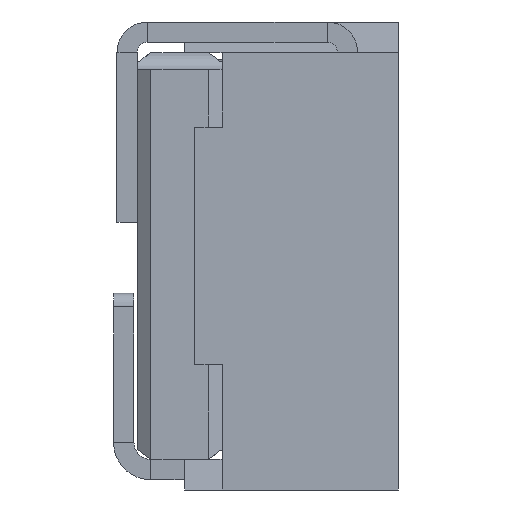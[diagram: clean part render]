
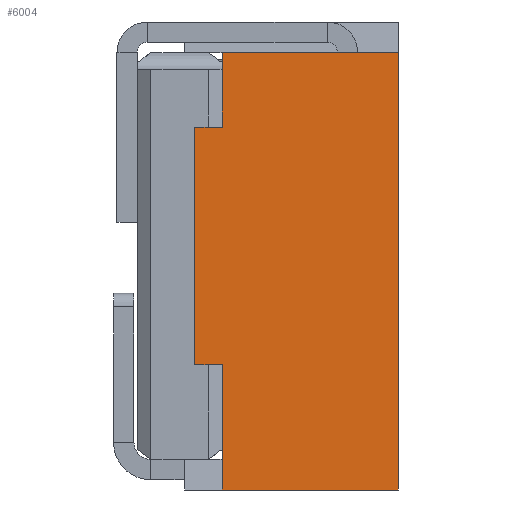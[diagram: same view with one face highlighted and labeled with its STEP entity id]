
A CAD part, left-side view. The second image highlights one B-rep face of the part: STEP entity #6004.
In plain terms, the highlighted planar face has unit normal (-1, 0, 0).
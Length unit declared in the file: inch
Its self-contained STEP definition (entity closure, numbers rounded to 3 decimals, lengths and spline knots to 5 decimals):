
#585=DIRECTION('',(0.,0.,-1.));
#586=VECTOR('',#585,0.022);
#587=CARTESIAN_POINT('',(-0.065,0.052,0.057));
#588=LINE('',#587,#586);
#601=DIRECTION('',(0.,0.,-1.));
#602=VECTOR('',#601,0.037);
#603=CARTESIAN_POINT('',(-0.065,0.052,-0.035));
#604=LINE('',#603,#602);
#822=DIRECTION('',(0.,1.,0.));
#823=VECTOR('',#822,0.008);
#824=CARTESIAN_POINT('',(-0.065,0.052,0.035));
#825=LINE('',#824,#823);
#1123=DIRECTION('',(0.,0.,1.));
#1124=VECTOR('',#1123,0.07);
#1125=CARTESIAN_POINT('',(-0.065,0.06,-0.035));
#1126=LINE('',#1125,#1124);
#1127=DIRECTION('',(0.,-1.,0.));
#1128=VECTOR('',#1127,0.052);
#1129=CARTESIAN_POINT('',(-0.065,0.052,0.057));
#1130=LINE('',#1129,#1128);
#1131=DIRECTION('',(0.,0.,-1.));
#1132=VECTOR('',#1131,0.129);
#1133=CARTESIAN_POINT('',(-0.065,0.,0.057));
#1134=LINE('',#1133,#1132);
#1135=DIRECTION('',(0.,1.,0.));
#1136=VECTOR('',#1135,0.008);
#1137=CARTESIAN_POINT('',(-0.065,0.052,-0.035));
#1138=LINE('',#1137,#1136);
#1139=DIRECTION('',(0.,-1.,0.));
#1140=VECTOR('',#1139,0.052);
#1141=CARTESIAN_POINT('',(-0.065,0.052,-0.072));
#1142=LINE('',#1141,#1140);
#3620=CARTESIAN_POINT('',(-0.065,0.,-0.072));
#3621=VERTEX_POINT('',#3620);
#3622=CARTESIAN_POINT('',(-0.065,0.,0.057));
#3623=VERTEX_POINT('',#3622);
#4084=CARTESIAN_POINT('',(-0.065,0.052,0.057));
#4085=VERTEX_POINT('',#4084);
#4086=CARTESIAN_POINT('',(-0.065,0.052,0.035));
#4087=VERTEX_POINT('',#4086);
#4092=CARTESIAN_POINT('',(-0.065,0.052,-0.035));
#4093=VERTEX_POINT('',#4092);
#4094=CARTESIAN_POINT('',(-0.065,0.052,-0.072));
#4095=VERTEX_POINT('',#4094);
#4112=CARTESIAN_POINT('',(-0.065,0.06,-0.035));
#4113=VERTEX_POINT('',#4112);
#4114=CARTESIAN_POINT('',(-0.065,0.06,0.035));
#4115=VERTEX_POINT('',#4114);
#5988=CARTESIAN_POINT('',(-0.065,0.03,-0.0075));
#5989=DIRECTION('',(1.,0.,0.));
#5990=DIRECTION('',(0.,0.,1.));
#5991=AXIS2_PLACEMENT_3D('',#5988,#5989,#5990);
#5992=PLANE('',#5991);
#5993=ORIENTED_EDGE('',*,*,#5590,.T.);
#5994=ORIENTED_EDGE('',*,*,#5605,.F.);
#5995=ORIENTED_EDGE('',*,*,#5261,.F.);
#5996=ORIENTED_EDGE('',*,*,#5974,.T.);
#5997=ORIENTED_EDGE('',*,*,#4725,.T.);
#5999=ORIENTED_EDGE('',*,*,#5998,.F.);
#6000=ORIENTED_EDGE('',*,*,#5269,.F.);
#6001=ORIENTED_EDGE('',*,*,#5574,.T.);
#6002=EDGE_LOOP('',(#5993,#5994,#5995,#5996,#5997,#5999,#6000,#6001));
#6003=FACE_OUTER_BOUND('',#6002,.F.);
#6004=ADVANCED_FACE('',(#6003),#5992,.F.);
#4725=EDGE_CURVE('',#3623,#3621,#1134,.T.);
#5261=EDGE_CURVE('',#4085,#4087,#588,.T.);
#5269=EDGE_CURVE('',#4093,#4095,#604,.T.);
#5574=EDGE_CURVE('',#4093,#4113,#1138,.T.);
#5590=EDGE_CURVE('',#4113,#4115,#1126,.T.);
#5605=EDGE_CURVE('',#4087,#4115,#825,.T.);
#5974=EDGE_CURVE('',#4085,#3623,#1130,.T.);
#5998=EDGE_CURVE('',#4095,#3621,#1142,.T.);
